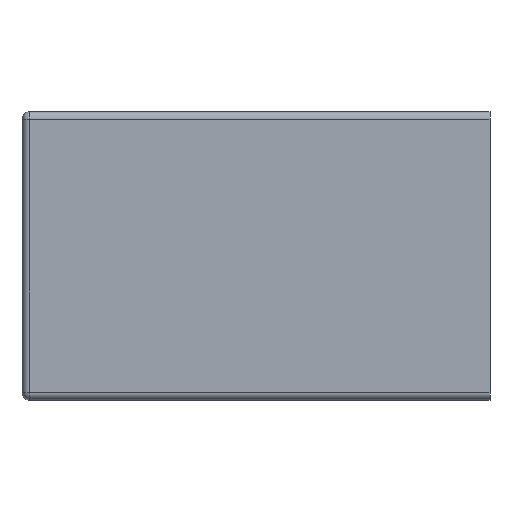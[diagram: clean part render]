
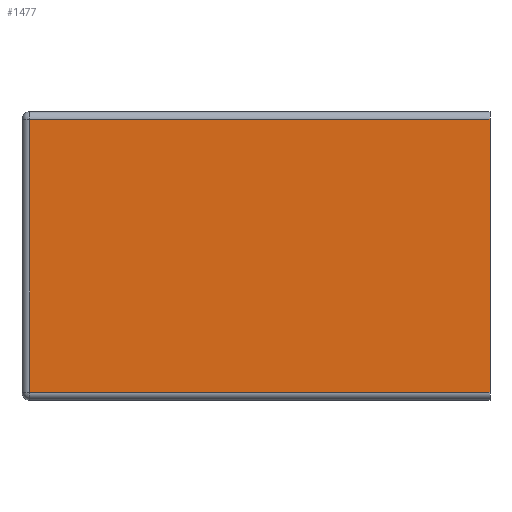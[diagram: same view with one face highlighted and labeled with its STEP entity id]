
A CAD part, top view. The second image highlights one B-rep face of the part: STEP entity #1477.
In plain terms, the highlighted planar face has unit normal (0, 0, 1).
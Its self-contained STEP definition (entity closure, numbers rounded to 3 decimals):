
#1365 = EDGE_CURVE('',#1366,#1368,#1370,.T.);
#1366 = VERTEX_POINT('',#1367);
#1367 = CARTESIAN_POINT('',(60.,-17.5,9.5));
#1368 = VERTEX_POINT('',#1369);
#1369 = CARTESIAN_POINT('',(60.,17.5,9.5));
#1370 = LINE('',#1371,#1372);
#1371 = CARTESIAN_POINT('',(60.,-18.5,9.5));
#1372 = VECTOR('',#1373,1.);
#1373 = DIRECTION('',(0.,1.,0.));
#1477 = ADVANCED_FACE('',(#1478),#1503,.T.);
#1478 = FACE_BOUND('',#1479,.T.);
#1479 = EDGE_LOOP('',(#1480,#1481,#1489,#1497));
#1480 = ORIENTED_EDGE('',*,*,#1365,.T.);
#1481 = ORIENTED_EDGE('',*,*,#1482,.F.);
#1482 = EDGE_CURVE('',#1483,#1368,#1485,.T.);
#1483 = VERTEX_POINT('',#1484);
#1484 = CARTESIAN_POINT('',(1.,17.5,9.5));
#1485 = LINE('',#1486,#1487);
#1486 = CARTESIAN_POINT('',(0.,17.5,9.5));
#1487 = VECTOR('',#1488,1.);
#1488 = DIRECTION('',(1.,0.,0.));
#1489 = ORIENTED_EDGE('',*,*,#1490,.F.);
#1490 = EDGE_CURVE('',#1491,#1483,#1493,.T.);
#1491 = VERTEX_POINT('',#1492);
#1492 = CARTESIAN_POINT('',(1.,-17.5,9.5));
#1493 = LINE('',#1494,#1495);
#1494 = CARTESIAN_POINT('',(1.,-18.5,9.5));
#1495 = VECTOR('',#1496,1.);
#1496 = DIRECTION('',(0.,1.,0.));
#1497 = ORIENTED_EDGE('',*,*,#1498,.T.);
#1498 = EDGE_CURVE('',#1491,#1366,#1499,.T.);
#1499 = LINE('',#1500,#1501);
#1500 = CARTESIAN_POINT('',(0.,-17.5,9.5));
#1501 = VECTOR('',#1502,1.);
#1502 = DIRECTION('',(1.,0.,0.));
#1503 = PLANE('',#1504);
#1504 = AXIS2_PLACEMENT_3D('',#1505,#1506,#1507);
#1505 = CARTESIAN_POINT('',(0.,-18.5,9.5));
#1506 = DIRECTION('',(0.,0.,1.));
#1507 = DIRECTION('',(0.,1.,0.));
